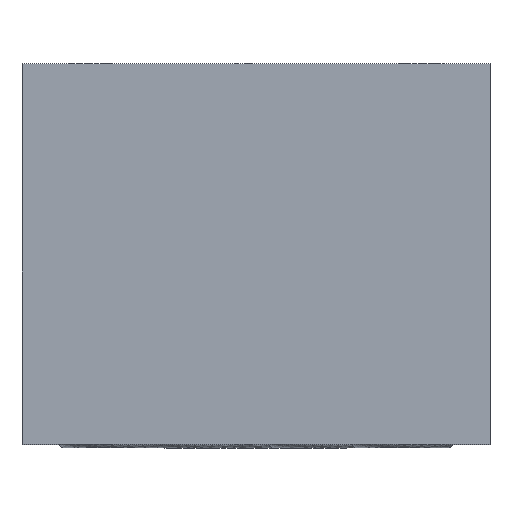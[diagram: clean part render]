
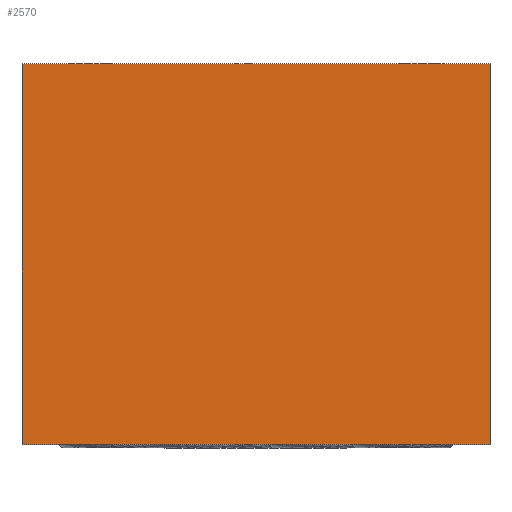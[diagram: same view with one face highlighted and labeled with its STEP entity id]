
A CAD part, top view. The second image highlights one B-rep face of the part: STEP entity #2570.
In plain terms, the highlighted planar face has unit normal (0, 0, 1).
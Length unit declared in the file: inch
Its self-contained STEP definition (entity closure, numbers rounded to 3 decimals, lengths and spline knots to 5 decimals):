
#529=DIRECTION('',(0.,-1.,0.));
#530=VECTOR('',#529,2.438);
#531=CARTESIAN_POINT('',(0.,0.,2.5));
#532=LINE('',#531,#530);
#533=DIRECTION('',(-1.,0.,0.));
#534=VECTOR('',#533,3.);
#535=CARTESIAN_POINT('',(3.,0.,2.5));
#536=LINE('',#535,#534);
#537=DIRECTION('',(0.,1.,0.));
#538=VECTOR('',#537,2.438);
#539=CARTESIAN_POINT('',(3.,-2.438,2.5));
#540=LINE('',#539,#538);
#541=DIRECTION('',(1.,0.,0.));
#542=VECTOR('',#541,3.);
#543=CARTESIAN_POINT('',(0.,-2.438,2.5));
#544=LINE('',#543,#542);
#2138=CARTESIAN_POINT('',(0.,0.,2.5));
#2139=CARTESIAN_POINT('',(0.,-2.438,2.5));
#2140=VERTEX_POINT('',#2138);
#2141=VERTEX_POINT('',#2139);
#2142=CARTESIAN_POINT('',(3.,-2.438,2.5));
#2143=VERTEX_POINT('',#2142);
#2144=CARTESIAN_POINT('',(3.,0.,2.5));
#2145=VERTEX_POINT('',#2144);
#2559=CARTESIAN_POINT('',(0.,0.,2.5));
#2560=DIRECTION('',(0.,0.,1.));
#2561=DIRECTION('',(1.,0.,0.));
#2562=AXIS2_PLACEMENT_3D('',#2559,#2560,#2561);
#2563=PLANE('',#2562);
#2564=ORIENTED_EDGE('',*,*,#2403,.F.);
#2565=ORIENTED_EDGE('',*,*,#2424,.F.);
#2566=ORIENTED_EDGE('',*,*,#2486,.F.);
#2567=ORIENTED_EDGE('',*,*,#2499,.F.);
#2568=EDGE_LOOP('',(#2564,#2565,#2566,#2567));
#2569=FACE_OUTER_BOUND('',#2568,.F.);
#2570=ADVANCED_FACE('',(#2569),#2563,.T.);
#2403=EDGE_CURVE('',#2140,#2141,#532,.T.);
#2424=EDGE_CURVE('',#2145,#2140,#536,.T.);
#2486=EDGE_CURVE('',#2143,#2145,#540,.T.);
#2499=EDGE_CURVE('',#2141,#2143,#544,.T.);
